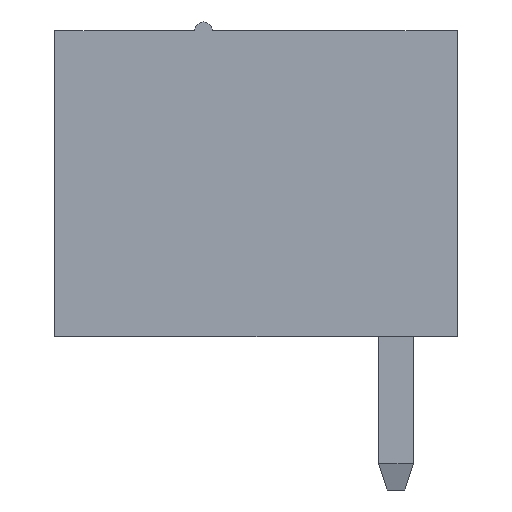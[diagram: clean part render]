
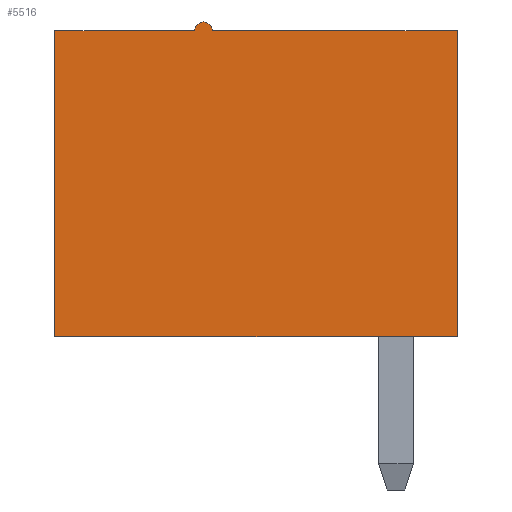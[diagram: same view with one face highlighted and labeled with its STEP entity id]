
A CAD part, left-side view. The second image highlights one B-rep face of the part: STEP entity #5516.
In plain terms, the highlighted planar face has unit normal (-1, 0, 0).
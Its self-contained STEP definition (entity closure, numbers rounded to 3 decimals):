
#113=CIRCLE('',#5880,0.2);
#287=FACE_OUTER_BOUND('',#595,.T.);
#595=EDGE_LOOP('',(#4050,#4051,#4052,#4053,#4054,#4055));
#1049=LINE('',#8232,#1753);
#1074=LINE('',#8278,#1778);
#1081=LINE('',#8293,#1785);
#1083=LINE('',#8300,#1787);
#1084=LINE('',#8301,#1788);
#1753=VECTOR('',#6675,7.);
#1778=VECTOR('',#6702,9.2);
#1785=VECTOR('',#6715,5.6);
#1787=VECTOR('',#6723,3.2);
#1788=VECTOR('',#6724,7.);
#2381=VERTEX_POINT('',#8229);
#2382=VERTEX_POINT('',#8231);
#2402=VERTEX_POINT('',#8277);
#2407=VERTEX_POINT('',#8291);
#2408=VERTEX_POINT('',#8295);
#2409=VERTEX_POINT('',#8299);
#3001=EDGE_CURVE('',#2382,#2381,#1049,.T.);
#3026=EDGE_CURVE('',#2382,#2402,#1074,.T.);
#3034=EDGE_CURVE('',#2407,#2381,#1081,.T.);
#3036=EDGE_CURVE('',#2408,#2407,#113,.T.);
#3037=EDGE_CURVE('',#2409,#2408,#1083,.T.);
#3038=EDGE_CURVE('',#2402,#2409,#1084,.T.);
#4050=ORIENTED_EDGE('',*,*,#3037,.F.);
#4051=ORIENTED_EDGE('',*,*,#3038,.F.);
#4052=ORIENTED_EDGE('',*,*,#3026,.F.);
#4053=ORIENTED_EDGE('',*,*,#3001,.T.);
#4054=ORIENTED_EDGE('',*,*,#3034,.F.);
#4055=ORIENTED_EDGE('',*,*,#3036,.F.);
#5244=PLANE('',#5881);
#5516=ADVANCED_FACE('',(#287),#5244,.F.);
#5880=AXIS2_PLACEMENT_3D('',#8297,#6719,#6720);
#5881=AXIS2_PLACEMENT_3D('',#8298,#6721,#6722);
#6675=DIRECTION('',(0.,0.,1.));
#6702=DIRECTION('',(0.,1.,0.));
#6715=DIRECTION('',(0.,-1.,0.));
#6719=DIRECTION('center_axis',(1.,0.,0.));
#6720=DIRECTION('ref_axis',(0.,1.,0.));
#6721=DIRECTION('center_axis',(1.,0.,0.));
#6722=DIRECTION('ref_axis',(0.,0.,-1.));
#6723=DIRECTION('',(0.,-1.,0.));
#6724=DIRECTION('',(0.,0.,1.));
#8229=CARTESIAN_POINT('',(-0.6,0.,3.5));
#8231=CARTESIAN_POINT('',(-0.6,0.,-3.5));
#8232=CARTESIAN_POINT('',(-0.6,0.,-3.5));
#8277=CARTESIAN_POINT('',(-0.6,9.2,-3.5));
#8278=CARTESIAN_POINT('',(-0.6,0.,-3.5));
#8291=CARTESIAN_POINT('',(-0.6,5.6,3.5));
#8293=CARTESIAN_POINT('',(-0.6,5.6,3.5));
#8295=CARTESIAN_POINT('',(-0.6,6.,3.5));
#8297=CARTESIAN_POINT('Origin',(-0.6,5.8,3.5));
#8298=CARTESIAN_POINT('Origin',(-0.6,9.2,3.5));
#8299=CARTESIAN_POINT('',(-0.6,9.2,3.5));
#8300=CARTESIAN_POINT('',(-0.6,9.2,3.5));
#8301=CARTESIAN_POINT('',(-0.6,9.2,-3.5));
